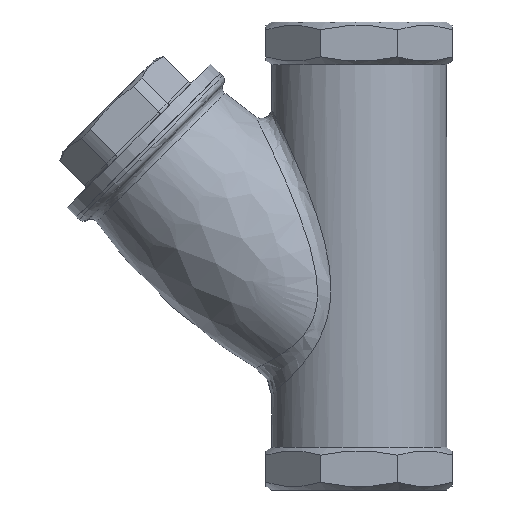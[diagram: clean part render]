
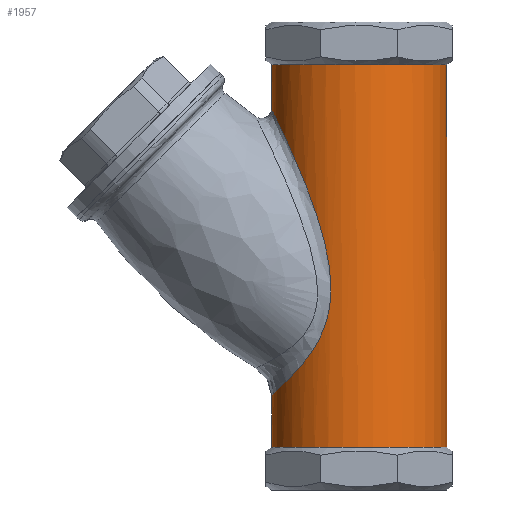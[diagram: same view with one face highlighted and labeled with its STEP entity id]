
A CAD part, front view. The second image highlights one B-rep face of the part: STEP entity #1957.
In plain terms, the highlighted cylindrical face has radius 26.75 mm (diameter 53.5 mm), a full revolution.
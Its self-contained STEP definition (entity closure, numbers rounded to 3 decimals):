
#1869=CARTESIAN_POINT('',(-21.287,16.199,63.948));
#1870=VERTEX_POINT('',#1869);
#1887=CARTESIAN_POINT('',(-21.287,16.2,63.947));
#1888=CARTESIAN_POINT('',(-20.139,17.708,61.472));
#1889=CARTESIAN_POINT('',(-17.763,20.18,56.212));
#1890=CARTESIAN_POINT('',(-14.318,22.704,47.749));
#1891=CARTESIAN_POINT('',(-11.29,24.312,38.847));
#1892=CARTESIAN_POINT('',(-8.997,25.21,29.527));
#1893=CARTESIAN_POINT('',(-8.179,25.467,21.314));
#1894=CARTESIAN_POINT('',(-8.699,25.298,14.787));
#1895=CARTESIAN_POINT('',(-10.134,24.79,8.479));
#1896=CARTESIAN_POINT('',(-13.514,23.284,1.701));
#1897=CARTESIAN_POINT('',(-19.923,18.696,-6.301));
#1898=CARTESIAN_POINT('',(-23.919,12.896,-9.854));
#1899=CARTESIAN_POINT('',(-26.486,5.113,-12.065));
#1900=CARTESIAN_POINT('',(-27.404,-2.098,-12.711));
#1901=CARTESIAN_POINT('',(-24.908,-10.784,-10.427));
#1902=CARTESIAN_POINT('',(-21.249,-16.496,-6.875));
#1903=CARTESIAN_POINT('',(-17.94,-20.025,-3.349));
#1904=CARTESIAN_POINT('',(-14.397,-22.67,1.119));
#1905=CARTESIAN_POINT('',(-11.141,-24.384,6.709));
#1906=CARTESIAN_POINT('',(-8.98,-25.208,13.432));
#1907=CARTESIAN_POINT('',(-8.404,-25.393,20.769));
#1908=CARTESIAN_POINT('',(-9.073,-25.172,27.97));
#1909=CARTESIAN_POINT('',(-11.008,-24.433,37.279));
#1910=CARTESIAN_POINT('',(-14.663,-22.613,48.379));
#1911=CARTESIAN_POINT('',(-18.966,-19.164,58.705));
#1912=CARTESIAN_POINT('',(-22.358,-14.904,66.195));
#1913=CARTESIAN_POINT('',(-24.668,-10.761,71.125));
#1914=CARTESIAN_POINT('',(-26.457,-5.35,74.869));
#1915=CARTESIAN_POINT('',(-26.827,-0.921,75.619));
#1916=CARTESIAN_POINT('',(-26.599,3.875,75.107));
#1917=CARTESIAN_POINT('',(-25.827,7.58,73.5));
#1918=CARTESIAN_POINT('',(-23.79,12.522,69.264));
#1919=CARTESIAN_POINT('',(-22.307,14.858,66.147));
#1920=CARTESIAN_POINT('',(-21.287,16.2,63.947));
#1921=B_SPLINE_CURVE_WITH_KNOTS('',3,(#1887,#1888,#1889,#1890,#1891,#1892,#1893,#1894,#1895,#1896,#1897,#1898,#1899,#1900,#1901,#1902,#1903,#1904,#1905,#1906,#1907,#1908,#1909,#1910,#1911,#1912,#1913,#1914,#1915,#1916,#1917,#1918,#1919,#1920),.UNSPECIFIED.,.T.,.U.,(4,1,1,1,1,1,1,1,1,1,2,1,1,1,1,1,1,1,1,1,1,1,1,1,1,1,2,1,1,4),(-26.48,-25.498,-24.516,-23.534,-22.553,-21.571,-21.08,-20.589,-19.607,-18.625,-16.662,-15.214,-13.766,-13.042,-12.318,-11.594,-10.87,-10.146,-9.422,-8.699,-7.975,-6.527,-5.079,-4.355,-3.631,-2.907,-2.183,-1.31,-0.873,0.0),.UNSPECIFIED.);
#1922=EDGE_CURVE('',#1870,#1870,#1921,.T.);
#1927=CARTESIAN_POINT('',(0.,0.0,30.5));
#1928=DIRECTION('',(0.,0.0,1.0));
#1929=DIRECTION('',(1.0,0.0,0.0));
#1930=AXIS2_PLACEMENT_3D('',#1927,#1928,#1929);
#1931=CYLINDRICAL_SURFACE('',#1930,26.75);
#1932=CARTESIAN_POINT('',(-26.75,0.,-28.));
#1933=VERTEX_POINT('',#1932);
#1934=CARTESIAN_POINT('',(0.,0.0,-28.));
#1935=DIRECTION('',(0.0,0.0,1.0));
#1936=DIRECTION('',(1.0,0.0,0.0));
#1937=AXIS2_PLACEMENT_3D('',#1934,#1935,#1936);
#1938=CIRCLE('',#1937,26.75);
#1939=EDGE_CURVE('',#1933,#1933,#1938,.T.);
#1940=ORIENTED_EDGE('',*,*,#1939,.T.);
#1941=EDGE_LOOP('',(#1940));
#1942=FACE_OUTER_BOUND('',#1941,.T.);
#1943=CARTESIAN_POINT('',(-24.714,10.237,89.));
#1944=VERTEX_POINT('',#1943);
#1945=CARTESIAN_POINT('',(0.,0.0,89.));
#1946=DIRECTION('',(0.0,0.0,-1.0));
#1947=DIRECTION('',(1.0,0.0,0.0));
#1948=AXIS2_PLACEMENT_3D('',#1945,#1946,#1947);
#1949=CIRCLE('',#1948,26.75);
#1950=EDGE_CURVE('',#1944,#1944,#1949,.T.);
#1951=ORIENTED_EDGE('',*,*,#1950,.T.);
#1952=EDGE_LOOP('',(#1951));
#1953=FACE_BOUND('',#1952,.T.);
#1954=ORIENTED_EDGE('',*,*,#1922,.F.);
#1955=EDGE_LOOP('',(#1954));
#1956=FACE_BOUND('',#1955,.T.);
#1957=ADVANCED_FACE('',(#1942,#1953,#1956),#1931,.T.);
